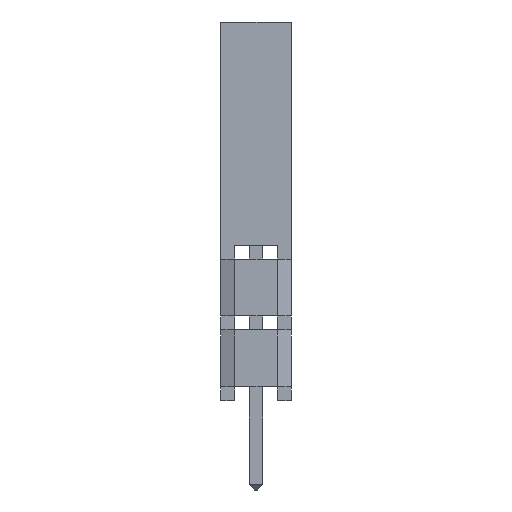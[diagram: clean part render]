
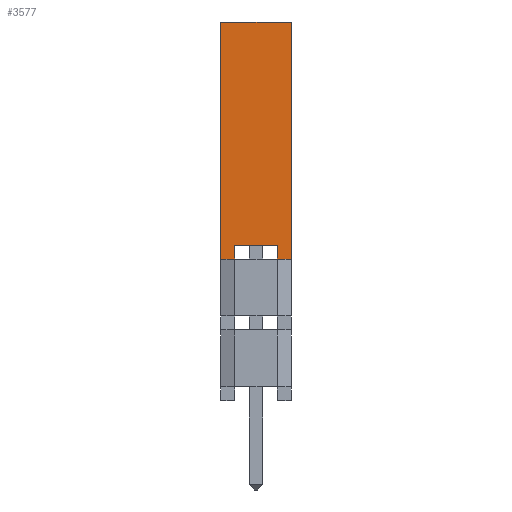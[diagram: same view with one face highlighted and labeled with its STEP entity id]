
A CAD part, left-side view. The second image highlights one B-rep face of the part: STEP entity #3577.
In plain terms, the highlighted planar face has unit normal (-1, 0, 0).
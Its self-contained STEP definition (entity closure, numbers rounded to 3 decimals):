
#1792 = VERTEX_POINT('',#1793);
#1793 = CARTESIAN_POINT('',(-1.27,-0.77,5.08));
#1838 = VERTEX_POINT('',#1839);
#1839 = CARTESIAN_POINT('',(-1.27,-1.27,5.08));
#1845 = EDGE_CURVE('',#1838,#1846,#1848,.T.);
#1846 = VERTEX_POINT('',#1847);
#1847 = CARTESIAN_POINT('',(-1.27,-1.27,13.58));
#1848 = LINE('',#1849,#1850);
#1849 = CARTESIAN_POINT('',(-1.27,-1.27,5.08));
#1850 = VECTOR('',#1851,1.);
#1851 = DIRECTION('',(0.,0.,1.));
#2223 = VERTEX_POINT('',#2224);
#2224 = CARTESIAN_POINT('',(-1.27,0.77,5.08));
#2286 = VERTEX_POINT('',#2287);
#2287 = CARTESIAN_POINT('',(-1.27,1.27,5.08));
#2293 = EDGE_CURVE('',#2286,#2294,#2296,.T.);
#2294 = VERTEX_POINT('',#2295);
#2295 = CARTESIAN_POINT('',(-1.27,1.27,13.58));
#2296 = LINE('',#2297,#2298);
#2297 = CARTESIAN_POINT('',(-1.27,1.27,5.08));
#2298 = VECTOR('',#2299,1.);
#2299 = DIRECTION('',(0.,0.,1.));
#3537 = EDGE_CURVE('',#1838,#1792,#3538,.T.);
#3538 = LINE('',#3539,#3540);
#3539 = CARTESIAN_POINT('',(-1.27,-1.27,5.08));
#3540 = VECTOR('',#3541,1.);
#3541 = DIRECTION('',(0.,1.,0.));
#3577 = ADVANCED_FACE('',(#3578),#3617,.F.);
#3578 = FACE_BOUND('',#3579,.F.);
#3579 = EDGE_LOOP('',(#3580,#3586,#3587,#3588,#3596,#3604,#3610,#3616));
#3580 = ORIENTED_EDGE('',*,*,#3581,.F.);
#3581 = EDGE_CURVE('',#1846,#2294,#3582,.T.);
#3582 = LINE('',#3583,#3584);
#3583 = CARTESIAN_POINT('',(-1.27,-1.27,13.58));
#3584 = VECTOR('',#3585,1.);
#3585 = DIRECTION('',(0.,1.,0.));
#3586 = ORIENTED_EDGE('',*,*,#1845,.F.);
#3587 = ORIENTED_EDGE('',*,*,#3537,.T.);
#3588 = ORIENTED_EDGE('',*,*,#3589,.T.);
#3589 = EDGE_CURVE('',#1792,#3590,#3592,.T.);
#3590 = VERTEX_POINT('',#3591);
#3591 = CARTESIAN_POINT('',(-1.27,-0.77,5.58));
#3592 = LINE('',#3593,#3594);
#3593 = CARTESIAN_POINT('',(-1.27,-0.77,5.08));
#3594 = VECTOR('',#3595,1.);
#3595 = DIRECTION('',(0.,0.,1.));
#3596 = ORIENTED_EDGE('',*,*,#3597,.T.);
#3597 = EDGE_CURVE('',#3590,#3598,#3600,.T.);
#3598 = VERTEX_POINT('',#3599);
#3599 = CARTESIAN_POINT('',(-1.27,0.77,5.58));
#3600 = LINE('',#3601,#3602);
#3601 = CARTESIAN_POINT('',(-1.27,-0.77,5.58));
#3602 = VECTOR('',#3603,1.);
#3603 = DIRECTION('',(0.,1.,0.));
#3604 = ORIENTED_EDGE('',*,*,#3605,.F.);
#3605 = EDGE_CURVE('',#2223,#3598,#3606,.T.);
#3606 = LINE('',#3607,#3608);
#3607 = CARTESIAN_POINT('',(-1.27,0.77,5.08));
#3608 = VECTOR('',#3609,1.);
#3609 = DIRECTION('',(0.,0.,1.));
#3610 = ORIENTED_EDGE('',*,*,#3611,.T.);
#3611 = EDGE_CURVE('',#2223,#2286,#3612,.T.);
#3612 = LINE('',#3613,#3614);
#3613 = CARTESIAN_POINT('',(-1.27,-1.27,5.08));
#3614 = VECTOR('',#3615,1.);
#3615 = DIRECTION('',(0.,1.,0.));
#3616 = ORIENTED_EDGE('',*,*,#2293,.T.);
#3617 = PLANE('',#3618);
#3618 = AXIS2_PLACEMENT_3D('',#3619,#3620,#3621);
#3619 = CARTESIAN_POINT('',(-1.27,-1.27,5.08));
#3620 = DIRECTION('',(1.,0.,0.));
#3621 = DIRECTION('',(0.,0.,1.));
